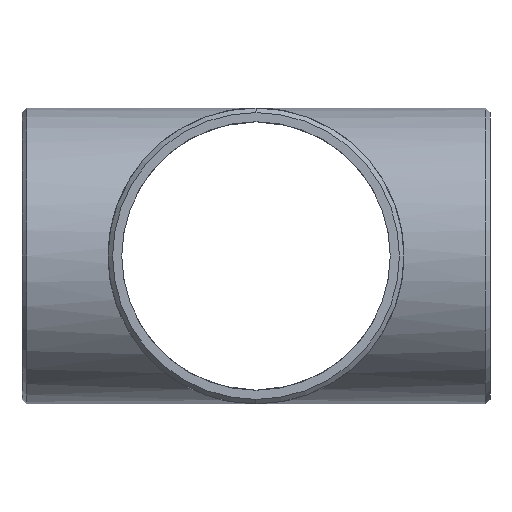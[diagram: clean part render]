
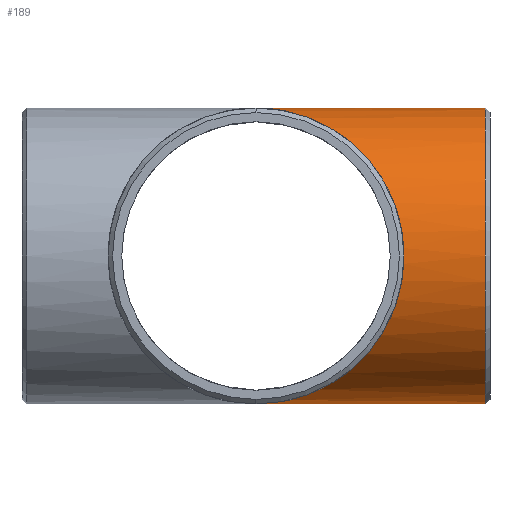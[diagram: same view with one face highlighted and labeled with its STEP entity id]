
A CAD part, left-side view. The second image highlights one B-rep face of the part: STEP entity #189.
In plain terms, the highlighted cylindrical face has radius 136.525 mm (diameter 273.05 mm), a partial arc.
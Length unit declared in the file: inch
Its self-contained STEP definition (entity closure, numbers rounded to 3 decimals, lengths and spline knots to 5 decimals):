
#11 = CARTESIAN_POINT ( 'NONE',  ( 0., 0., -5.375 ) ) ;
#33 = VERTEX_POINT ( 'NONE', #435 ) ;
#40 = VERTEX_POINT ( 'NONE', #691 ) ;
#48 = VECTOR ( 'NONE', #781, 39.37008 ) ;
#75 = DIRECTION ( 'NONE',  ( 0., 0., -1. ) ) ;
#77 = EDGE_CURVE ( 'NONE', #33, #40, #472, .T. ) ;
#87 = DIRECTION ( 'NONE',  ( 0., 1., 0. ) ) ;
#88 = ORIENTED_EDGE ( 'NONE', *, *, #310, .T. ) ;
#102 = LINE ( 'NONE', #770, #48 ) ;
#116 = EDGE_LOOP ( 'NONE', ( #744, #88, #682, #259 ) ) ;
#122 = VERTEX_POINT ( 'NONE', #11 ) ;
#166 = FACE_OUTER_BOUND ( 'NONE', #116, .T. ) ;
#175 = LINE ( 'NONE', #732, #798 ) ;
#189 = ADVANCED_FACE ( 'NONE', ( #166 ), #388, .T. ) ;
#216 = EDGE_CURVE ( 'NONE', #122, #295, #686, .T. ) ;
#229 = AXIS2_PLACEMENT_3D ( 'NONE', #697, #255, #75 ) ;
#255 = DIRECTION ( 'NONE',  ( 0., 1., 0. ) ) ;
#259 = ORIENTED_EDGE ( 'NONE', *, *, #760, .F. ) ;
#280 = CARTESIAN_POINT ( 'NONE',  ( -10.75, -10.75, -5.375 ) ) ;
#288 = CARTESIAN_POINT ( 'NONE',  ( 0., -8.5, 0. ) ) ;
#295 = VERTEX_POINT ( 'NONE', #547 ) ;
#310 = EDGE_CURVE ( 'NONE', #40, #295, #175, .T. ) ;
#388 = CYLINDRICAL_SURFACE ( 'NONE', #692, 5.375 ) ;
#435 = CARTESIAN_POINT ( 'NONE',  ( 0., -8.33333, -5.375 ) ) ;
#462 = CARTESIAN_POINT ( 'NONE',  ( -10.75, -10.75, 5.375 ) ) ;
#472 = CIRCLE ( 'NONE', #229, 5.375 ) ;
#480 = CARTESIAN_POINT ( 'NONE',  ( 0., 0., 5.375 ) ) ;
#534 = DIRECTION ( 'NONE',  ( 0., 0., -1. ) ) ;
#547 = CARTESIAN_POINT ( 'NONE',  ( 0., 0., 5.375 ) ) ;
#593 = CARTESIAN_POINT ( 'NONE',  ( 0., 0., -5.375 ) ) ;
#612 = DIRECTION ( 'NONE',  ( 0., 1., 0. ) ) ;
#682 = ORIENTED_EDGE ( 'NONE', *, *, #216, .F. ) ;
#686 =( BOUNDED_CURVE ( )  B_SPLINE_CURVE ( 3, ( #593, #280, #462, #480 ),
 .UNSPECIFIED., .F., .T. ) 
 B_SPLINE_CURVE_WITH_KNOTS ( ( 4, 4 ),
 ( 4.71239, 7.85398 ),
 .UNSPECIFIED. ) 
 CURVE ( )  GEOMETRIC_REPRESENTATION_ITEM ( )  RATIONAL_B_SPLINE_CURVE ( ( 1., 0.333, 0.333, 1. ) ) 
 REPRESENTATION_ITEM ( '' )  );
#691 = CARTESIAN_POINT ( 'NONE',  ( 0., -8.33333, 5.375 ) ) ;
#692 = AXIS2_PLACEMENT_3D ( 'NONE', #288, #87, #534 ) ;
#697 = CARTESIAN_POINT ( 'NONE',  ( 0., -8.33333, 0. ) ) ;
#732 = CARTESIAN_POINT ( 'NONE',  ( 0., -8.5, 5.375 ) ) ;
#744 = ORIENTED_EDGE ( 'NONE', *, *, #77, .T. ) ;
#760 = EDGE_CURVE ( 'NONE', #33, #122, #102, .T. ) ;
#770 = CARTESIAN_POINT ( 'NONE',  ( 0., -8.5, -5.375 ) ) ;
#781 = DIRECTION ( 'NONE',  ( 0., 1., 0. ) ) ;
#798 = VECTOR ( 'NONE', #612, 39.37008 ) ;
